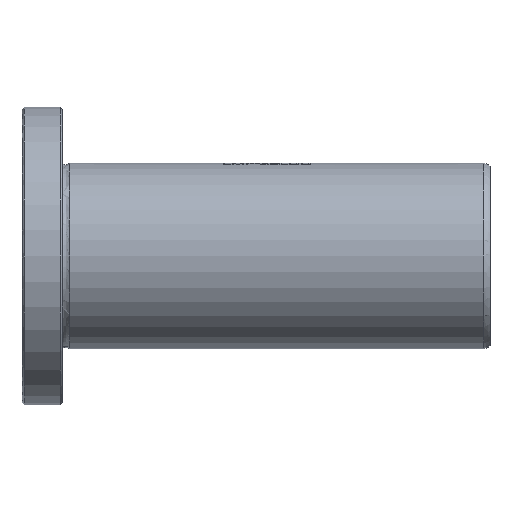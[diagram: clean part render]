
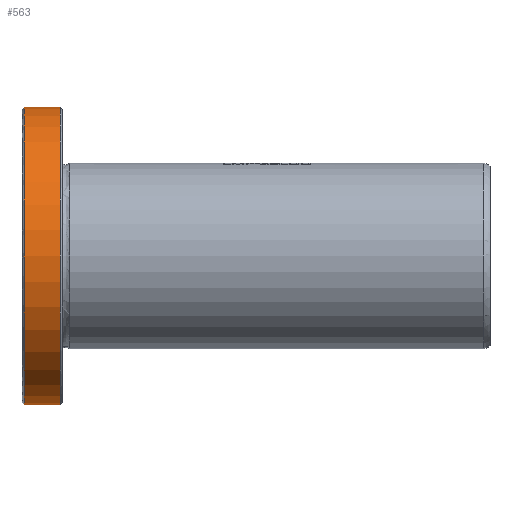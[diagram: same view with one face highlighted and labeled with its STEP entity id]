
A CAD part, front view. The second image highlights one B-rep face of the part: STEP entity #563.
In plain terms, the highlighted cylindrical face has radius 48 mm (diameter 96 mm), a full revolution.
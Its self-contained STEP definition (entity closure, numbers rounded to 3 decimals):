
#514=CYLINDRICAL_SURFACE('',#6753,48.);
#563=ADVANCED_FACE('',(#1720,#1721),#514,.T.);
#1195=CIRCLE('',#6743,48.);
#1196=CIRCLE('',#6744,48.);
#1197=CIRCLE('',#6751,48.);
#1198=CIRCLE('',#6752,48.);
#1720=FACE_BOUND('',#1837,.T.);
#1721=FACE_BOUND('',#1838,.T.);
#1837=EDGE_LOOP('',(#2532,#2533));
#1838=EDGE_LOOP('',(#2534,#2535));
#2532=ORIENTED_EDGE('',*,*,#4980,.T.);
#2533=ORIENTED_EDGE('',*,*,#4981,.T.);
#2534=ORIENTED_EDGE('',*,*,#4990,.F.);
#2535=ORIENTED_EDGE('',*,*,#4991,.F.);
#4344=VERTEX_POINT('',#9957);
#4345=VERTEX_POINT('',#9958);
#4354=VERTEX_POINT('',#10055);
#4355=VERTEX_POINT('',#10056);
#4980=EDGE_CURVE('',#4344,#4345,#1195,.T.);
#4981=EDGE_CURVE('',#4345,#4344,#1196,.T.);
#4990=EDGE_CURVE('',#4354,#4355,#1197,.T.);
#4991=EDGE_CURVE('',#4355,#4354,#1198,.T.);
#6743=AXIS2_PLACEMENT_3D('',#9956,#7322,#7323);
#6744=AXIS2_PLACEMENT_3D('',#9959,#7324,#7325);
#6751=AXIS2_PLACEMENT_3D('',#10054,#7338,#7339);
#6752=AXIS2_PLACEMENT_3D('',#10057,#7340,#7341);
#6753=AXIS2_PLACEMENT_3D('',#10058,#7342,#7343);
#7322=DIRECTION('',(1.,0.,0.));
#7323=DIRECTION('',(0.,0.,-1.));
#7324=DIRECTION('',(1.,0.,0.));
#7325=DIRECTION('',(0.,0.,-1.));
#7338=DIRECTION('',(1.,0.,0.));
#7339=DIRECTION('',(0.,0.,1.));
#7340=DIRECTION('',(1.,0.,0.));
#7341=DIRECTION('',(0.,0.,1.));
#7342=DIRECTION('',(1.,0.,0.));
#7343=DIRECTION('',(0.,1.,0.));
#9956=CARTESIAN_POINT('',(0.7,0.,0.));
#9957=CARTESIAN_POINT('',(0.7,0.,-48.));
#9958=CARTESIAN_POINT('',(0.7,0.,48.));
#9959=CARTESIAN_POINT('',(0.7,0.,0.));
#10054=CARTESIAN_POINT('',(12.3,0.,0.));
#10055=CARTESIAN_POINT('',(12.3,0.,48.));
#10056=CARTESIAN_POINT('',(12.3,0.,-48.));
#10057=CARTESIAN_POINT('',(12.3,0.,0.));
#10058=CARTESIAN_POINT('',(0.7,0.,0.));
